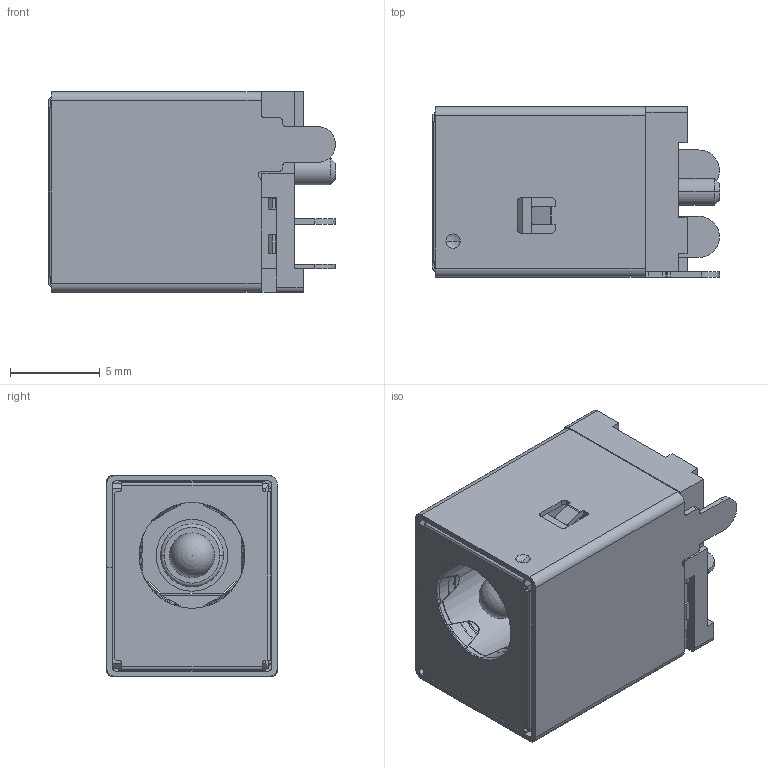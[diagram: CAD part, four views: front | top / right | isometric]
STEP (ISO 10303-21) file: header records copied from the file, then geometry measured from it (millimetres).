
FILE_DESCRIPTION (( 'STEP AP203' ), '1' );
FILE_NAME ('CUI_DEVICES_PJ-090BH.step', '2019-10-20T23:39:16', ( '' ), ( '' ), 'SwSTEP 2.0', 'SolidWorks 2019', '' );
FILE_SCHEMA (( 'CONFIG_CONTROL_DESIGN' ));
Length unit declared in the file: inch
Products named in the file (1): CUI_DEVICES_PJ-090BH
Bounding box: 16 x 9.5 x 11.2 mm (x, y, z)
Volume: 1174.5 mm3; surface area: 2609.3 mm2
Topology: 2 solids, 3 shells, 623 faces, 1768 edges, 1159 vertices
Faces by surface type: plane 350, cylinder 180, bspline 72, sphere 13, torus 4, cone 4
Entity records: 23869 total; most frequent: CARTESIAN_POINT 7933, ORIENTED_EDGE 3528, DIRECTION 3036, EDGE_CURVE 1764, VERTEX_POINT 1158, LINE 1092, VECTOR 1092, AXIS2_PLACEMENT_3D 972
